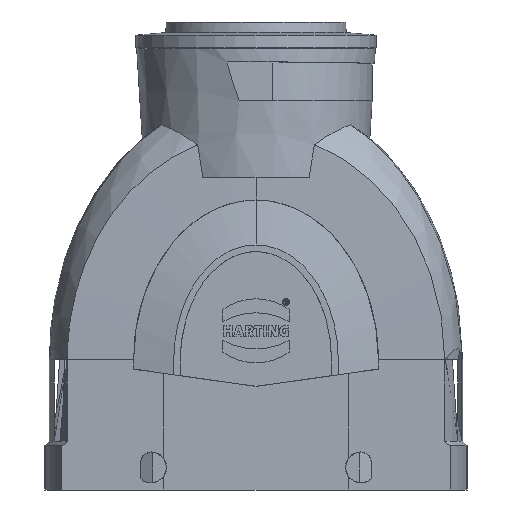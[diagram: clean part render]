
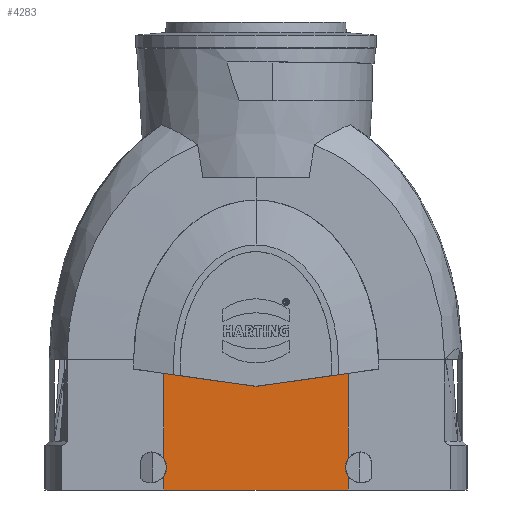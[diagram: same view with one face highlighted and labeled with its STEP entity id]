
A CAD part, front view. The second image highlights one B-rep face of the part: STEP entity #4283.
In plain terms, the highlighted planar face has unit normal (0, -1, 0).
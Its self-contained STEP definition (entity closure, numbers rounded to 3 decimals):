
#2608=FACE_OUTER_BOUND('',#5175,.T.);
#2998=LINE('',#12523,#3625);
#3000=LINE('',#12534,#3627);
#3007=LINE('',#12563,#3634);
#3014=LINE('',#12587,#3641);
#3149=LINE('',#14444,#3777);
#3205=LINE('',#15051,#3834);
#3206=LINE('',#15053,#3835);
#3625=VECTOR('',#10601,1.);
#3627=VECTOR('',#10609,1.);
#3634=VECTOR('',#10622,1.);
#3641=VECTOR('',#10629,1.);
#3777=VECTOR('',#10891,1.);
#3834=VECTOR('',#11022,1.);
#3835=VECTOR('',#11023,1.);
#4283=ADVANCED_FACE('',(#2608),#4649,.F.);
#4649=PLANE('',#10120);
#4913=CIRCLE('',#10118,3.5);
#4914=CIRCLE('',#10119,3.5);
#5175=EDGE_LOOP('',(#6110,#6111,#6112,#6113,#6114,#6115,#6116,#6117,#6118));
#6110=ORIENTED_EDGE('',*,*,#8400,.T.);
#6111=ORIENTED_EDGE('',*,*,#8775,.T.);
#6112=ORIENTED_EDGE('',*,*,#8409,.T.);
#6113=ORIENTED_EDGE('',*,*,#8667,.T.);
#6114=ORIENTED_EDGE('',*,*,#8389,.T.);
#6115=ORIENTED_EDGE('',*,*,#8776,.T.);
#6116=ORIENTED_EDGE('',*,*,#8384,.T.);
#6117=ORIENTED_EDGE('',*,*,#8777,.T.);
#6118=ORIENTED_EDGE('',*,*,#8778,.T.);
#7685=VERTEX_POINT('',#12524);
#7686=VERTEX_POINT('',#12525);
#7690=VERTEX_POINT('',#12533);
#7691=VERTEX_POINT('',#12535);
#7701=VERTEX_POINT('',#12562);
#7702=VERTEX_POINT('',#12564);
#7710=VERTEX_POINT('',#12586);
#7711=VERTEX_POINT('',#12588);
#8007=VERTEX_POINT('',#15052);
#8384=EDGE_CURVE('',#7685,#7686,#2998,.T.);
#8389=EDGE_CURVE('',#7691,#7690,#3000,.T.);
#8400=EDGE_CURVE('',#7702,#7701,#3007,.T.);
#8409=EDGE_CURVE('',#7711,#7710,#3014,.T.);
#8667=EDGE_CURVE('',#7710,#7691,#3149,.T.);
#8775=EDGE_CURVE('',#7701,#7711,#4913,.T.);
#8776=EDGE_CURVE('',#7690,#7685,#4914,.T.);
#8777=EDGE_CURVE('',#7686,#8007,#3205,.T.);
#8778=EDGE_CURVE('',#8007,#7702,#3206,.T.);
#10118=AXIS2_PLACEMENT_3D('',#15049,#11018,#11019);
#10119=AXIS2_PLACEMENT_3D('',#15050,#11020,#11021);
#10120=AXIS2_PLACEMENT_3D('',#15054,#11024,#11025);
#10601=DIRECTION('',(0.,0.,1.));
#10609=DIRECTION('',(0.,0.,1.));
#10622=DIRECTION('',(0.,0.,-1.));
#10629=DIRECTION('',(0.,0.,-1.));
#10891=DIRECTION('',(1.,0.,0.));
#11018=DIRECTION('',(0.,1.,0.));
#11019=DIRECTION('',(0.,0.,1.));
#11020=DIRECTION('',(0.,1.,0.));
#11021=DIRECTION('',(0.,0.,1.));
#11022=DIRECTION('',(-0.99,0.,-0.139));
#11023=DIRECTION('',(-0.99,0.,0.139));
#11024=DIRECTION('',(0.,1.,0.));
#11025=DIRECTION('',(0.,0.,1.));
#12523=CARTESIAN_POINT('',(20.92,-22.5,19.3));
#12524=CARTESIAN_POINT('',(20.92,-22.5,-2.991));
#12525=CARTESIAN_POINT('',(20.92,-22.5,16.239));
#12533=CARTESIAN_POINT('',(20.92,-22.5,-7.109));
#12534=CARTESIAN_POINT('',(20.92,-22.5,19.3));
#12535=CARTESIAN_POINT('',(20.92,-22.5,-10.15));
#12562=CARTESIAN_POINT('',(-20.92,-22.5,-2.991));
#12563=CARTESIAN_POINT('',(-20.92,-22.5,19.3));
#12564=CARTESIAN_POINT('',(-20.92,-22.5,16.239));
#12586=CARTESIAN_POINT('',(-20.92,-22.5,-10.15));
#12587=CARTESIAN_POINT('',(-20.92,-22.5,19.3));
#12588=CARTESIAN_POINT('',(-20.92,-22.5,-7.109));
#14444=CARTESIAN_POINT('',(-20.92,-22.5,-10.15));
#15049=CARTESIAN_POINT('',(-23.75,-22.5,-5.05));
#15050=CARTESIAN_POINT('',(23.75,-22.5,-5.05));
#15051=CARTESIAN_POINT('',(21.342,-22.5,16.298));
#15052=CARTESIAN_POINT('',(0.,-22.5,13.299));
#15053=CARTESIAN_POINT('',(-21.342,-22.5,16.298));
#15054=CARTESIAN_POINT('',(-20.92,-22.5,19.3));
